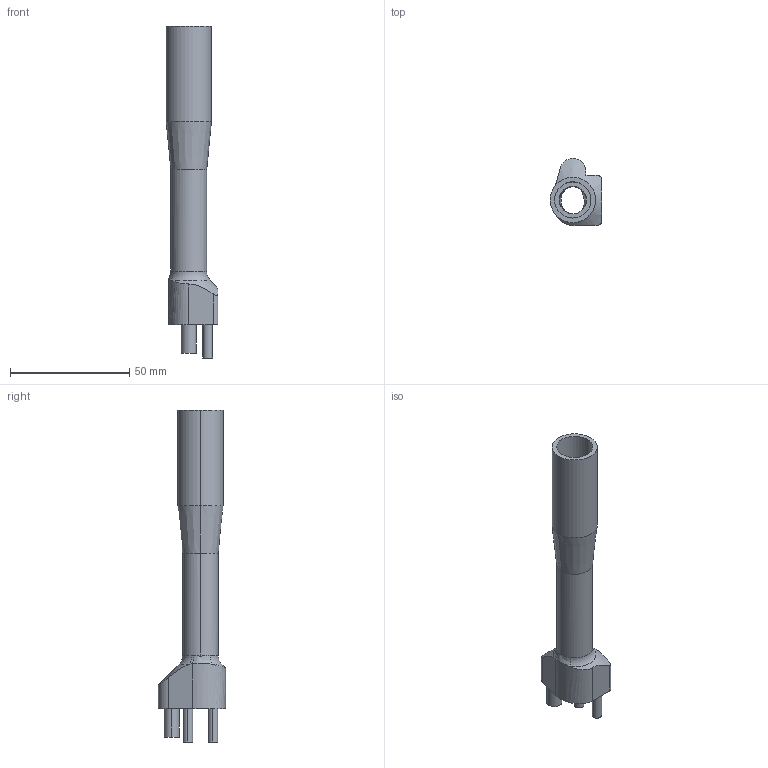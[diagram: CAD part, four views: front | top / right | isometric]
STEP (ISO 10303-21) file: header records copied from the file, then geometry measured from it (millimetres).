
FILE_DESCRIPTION (( 'STEP AP214' ), '1' );
FILE_NAME ('TMPT_LeadToValves.STEP', '2015-02-01T17:21:43', ( '' ), ( '' ), 'SwSTEP 2.0', 'SolidWorks 2014', '' );
FILE_SCHEMA (( 'AUTOMOTIVE_DESIGN' ));
Length unit declared in the file: millimetre
Products named in the file (1): TMPT_LeadToValves
Bounding box: 21.67 x 28.07 x 139 mm (x, y, z)
Volume: 16918 mm3; surface area: 13360 mm2
Topology: 1 solids, 1 shells, 39 faces, 89 edges, 56 vertices
Faces by surface type: cylinder 17, plane 12, bspline 5, cone 3, torus 2
Entity records: 1462 total; most frequent: CARTESIAN_POINT 574, ORIENTED_EDGE 178, DIRECTION 174, EDGE_CURVE 89, AXIS2_PLACEMENT_3D 72, VERTEX_POINT 56, EDGE_LOOP 45, FACE_OUTER_BOUND 39
